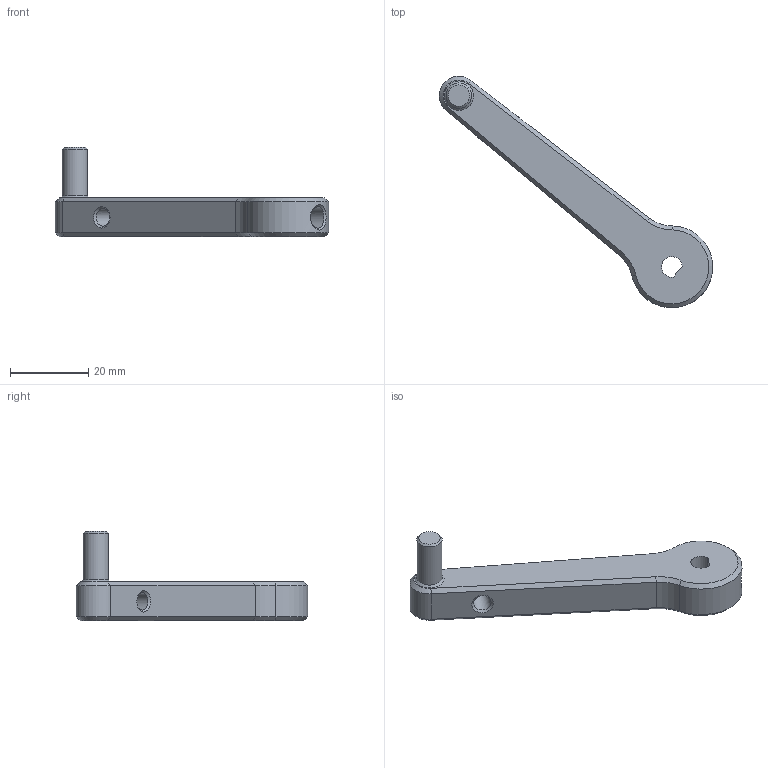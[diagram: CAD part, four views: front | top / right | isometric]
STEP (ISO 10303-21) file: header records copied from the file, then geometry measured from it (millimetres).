
FILE_DESCRIPTION(/* description */ (''),/* implementation_level */ '2;1');
FILE_NAME(/* name */ 'Lever.step',/* time_stamp */ '2024-02-09T15:36:31+01:00',/* author */ (''),/* organization */ (''),/* preprocessor_version */ 'ST-DEVELOPER v20',/* originating_system */ 'Autodesk Translation Framework v12.14.0.127',/* authorisation */ '');
FILE_SCHEMA (('AUTOMOTIVE_DESIGN { 1 0 10303 214 3 1 1 }'));
Length unit declared in the file: millimetre
Products named in the file (1): Lever
Bounding box: 70.04 x 59.32 x 23 mm (x, y, z)
Volume: 10263.1 mm3; surface area: 4386.2 mm2
Topology: 1 solids, 1 shells, 34 faces, 76 edges, 44 vertices
Faces by surface type: plane 13, cone 11, cylinder 8, bspline 2
Full cylindrical faces by diameter (mm): 4.5 x1, 5.5 x1, 6.5 x1
Entity records: 1177 total; most frequent: CARTESIAN_POINT 374, DIRECTION 166, ORIENTED_EDGE 152, EDGE_CURVE 76, AXIS2_PLACEMENT_3D 62, VERTEX_POINT 44, LINE 42, VECTOR 42
